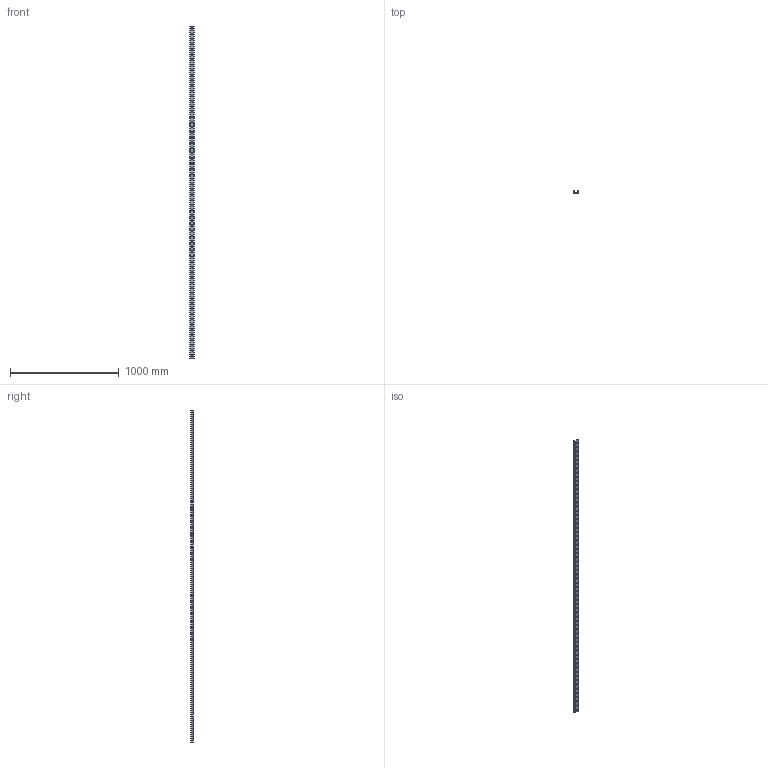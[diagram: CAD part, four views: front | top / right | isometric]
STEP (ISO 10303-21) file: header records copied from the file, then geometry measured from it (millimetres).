
FILE_DESCRIPTION(('TurboCAD Mac Pro'),'Build 980');
FILE_NAME('P4000HS.stp',' ',(''),(''),'ACIS Interop','IMSI','TurboCAD Mac Pro BY IMSI, INCORPORATED');
FILE_SCHEMA(('automotive_design'));
Length unit declared in the file: inch
Products named in the file (1): 1
Bounding box: 41.27 x 20.64 x 3048 mm (x, y, z)
Volume: 461556.8 mm3; surface area: 626492.9 mm2
Topology: 1 solids, 1 shells, 298 faces, 888 edges, 592 vertices
Faces by surface type: bspline 274, plane 22, cylinder 2
Entity records: 14104 total; most frequent: CARTESIAN_POINT 5338, ORIENTED_EDGE 1776, EDGE_CURVE 888, VERTEX_POINT 592, B_SPLINE_CURVE_WITH_KNOTS 547, EDGE_LOOP 426, DIRECTION 396, LINE 336
